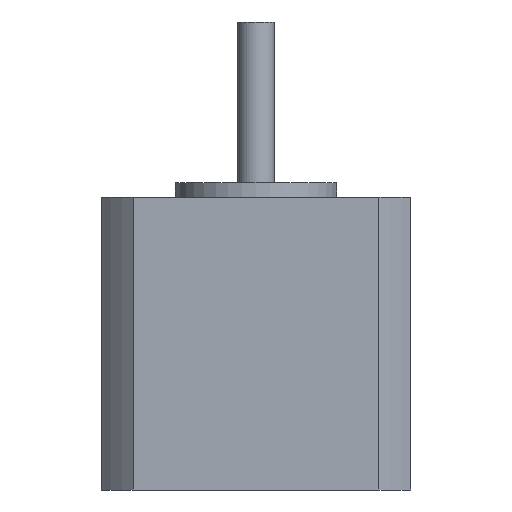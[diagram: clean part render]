
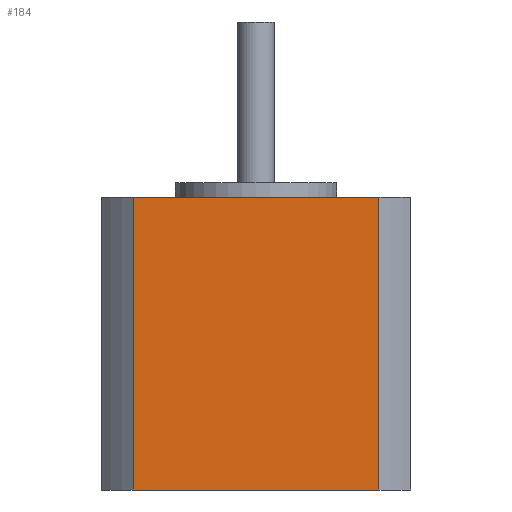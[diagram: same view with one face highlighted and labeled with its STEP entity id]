
A CAD part, front view. The second image highlights one B-rep face of the part: STEP entity #184.
In plain terms, the highlighted planar face has unit normal (0, -1, 0).
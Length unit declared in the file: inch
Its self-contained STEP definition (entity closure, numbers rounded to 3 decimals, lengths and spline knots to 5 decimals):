
#15 = VECTOR ( 'NONE', #1416, 39.37008 ) ;
#25 = CARTESIAN_POINT ( 'NONE',  ( -0.65932, -0.83, 1.57 ) ) ;
#102 = DIRECTION ( 'NONE',  ( 0., 0., 1. ) ) ;
#150 = CARTESIAN_POINT ( 'NONE',  ( -0.65932, -0.83, 1.57 ) ) ;
#161 = VECTOR ( 'NONE', #102, 39.37008 ) ;
#184 = ADVANCED_FACE ( 'NONE', ( #1001 ), #1102, .T. ) ;
#347 = EDGE_CURVE ( 'NONE', #1363, #541, #1461, .T. ) ;
#399 = EDGE_CURVE ( 'NONE', #1363, #1350, #747, .T. ) ;
#405 = VECTOR ( 'NONE', #1044, 39.37008 ) ;
#410 = VERTEX_POINT ( 'NONE', #911 ) ;
#453 = ORIENTED_EDGE ( 'NONE', *, *, #1161, .T. ) ;
#493 = ORIENTED_EDGE ( 'NONE', *, *, #677, .T. ) ;
#516 = CARTESIAN_POINT ( 'NONE',  ( -0.65932, -0.83, 0. ) ) ;
#541 = VERTEX_POINT ( 'NONE', #942 ) ;
#577 = DIRECTION ( 'NONE',  ( 0., 0., -1. ) ) ;
#620 = CARTESIAN_POINT ( 'NONE',  ( 0.65932, -0.83, 1.57 ) ) ;
#677 = EDGE_CURVE ( 'NONE', #541, #410, #689, .T. ) ;
#689 = LINE ( 'NONE', #516, #15 ) ;
#747 = LINE ( 'NONE', #25, #405 ) ;
#752 = ORIENTED_EDGE ( 'NONE', *, *, #347, .T. ) ;
#908 = DIRECTION ( 'NONE',  ( 0., 0., -1. ) ) ;
#911 = CARTESIAN_POINT ( 'NONE',  ( 0.65932, -0.83, 0. ) ) ;
#932 = DIRECTION ( 'NONE',  ( 0., -1., 0. ) ) ;
#942 = CARTESIAN_POINT ( 'NONE',  ( -0.65932, -0.83, 0. ) ) ;
#970 = EDGE_LOOP ( 'NONE', ( #453, #1039, #752, #493 ) ) ;
#1001 = FACE_OUTER_BOUND ( 'NONE', #970, .T. ) ;
#1039 = ORIENTED_EDGE ( 'NONE', *, *, #399, .F. ) ;
#1044 = DIRECTION ( 'NONE',  ( 1., 0., 0. ) ) ;
#1059 = CARTESIAN_POINT ( 'NONE',  ( -0.705, -0.83, 1.57 ) ) ;
#1102 = PLANE ( 'NONE',  #1577 ) ;
#1127 = VECTOR ( 'NONE', #908, 39.37008 ) ;
#1161 = EDGE_CURVE ( 'NONE', #410, #1350, #1171, .T. ) ;
#1171 = LINE ( 'NONE', #1620, #161 ) ;
#1255 = CARTESIAN_POINT ( 'NONE',  ( -0.65932, -0.83, 1.57 ) ) ;
#1350 = VERTEX_POINT ( 'NONE', #620 ) ;
#1363 = VERTEX_POINT ( 'NONE', #1255 ) ;
#1416 = DIRECTION ( 'NONE',  ( 1., 0., 0. ) ) ;
#1461 = LINE ( 'NONE', #150, #1127 ) ;
#1577 = AXIS2_PLACEMENT_3D ( 'NONE', #1059, #932, #577 ) ;
#1620 = CARTESIAN_POINT ( 'NONE',  ( 0.65932, -0.83, 0. ) ) ;
